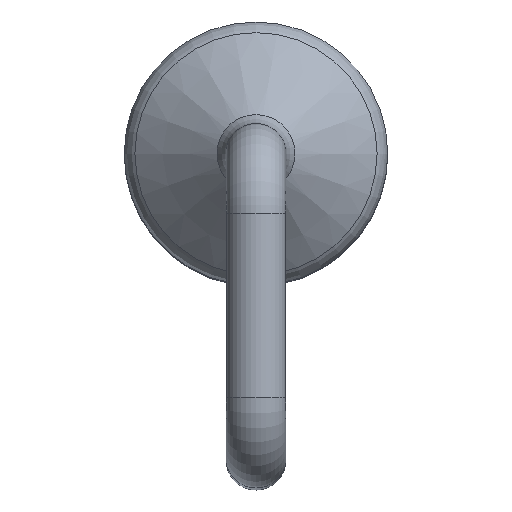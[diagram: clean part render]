
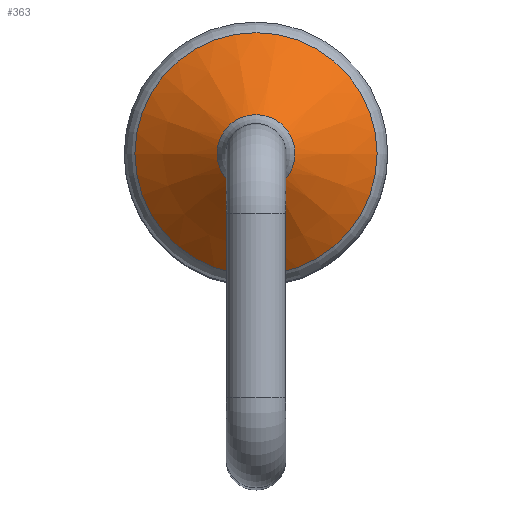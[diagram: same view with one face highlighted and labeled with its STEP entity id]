
A CAD part, top view. The second image highlights one B-rep face of the part: STEP entity #363.
In plain terms, the highlighted conical face has half-angle 50 degrees and reference radius 0.713 mm.
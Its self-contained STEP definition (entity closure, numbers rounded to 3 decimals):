
#17=CONICAL_SURFACE('',#421,0.713,50.);
#73=FACE_BOUND('',#160,.T.);
#104=FACE_OUTER_BOUND('',#159,.T.);
#159=EDGE_LOOP('',(#314));
#160=EDGE_LOOP('',(#315));
#197=CIRCLE('',#420,1.011);
#198=CIRCLE('',#422,0.325);
#228=VERTEX_POINT('',#635);
#229=VERTEX_POINT('',#638);
#259=EDGE_CURVE('',#228,#228,#197,.T.);
#260=EDGE_CURVE('',#229,#229,#198,.T.);
#314=ORIENTED_EDGE('',*,*,#260,.T.);
#315=ORIENTED_EDGE('',*,*,#259,.F.);
#363=ADVANCED_FACE('',(#104,#73),#17,.T.);
#420=AXIS2_PLACEMENT_3D('',#636,#532,#533);
#421=AXIS2_PLACEMENT_3D('',#637,#534,#535);
#422=AXIS2_PLACEMENT_3D('',#639,#536,#537);
#532=DIRECTION('center_axis',(0.,0.,-1.));
#533=DIRECTION('ref_axis',(-1.,0.,0.));
#534=DIRECTION('center_axis',(0.,0.,-1.));
#535=DIRECTION('ref_axis',(-1.,0.,0.));
#536=DIRECTION('center_axis',(0.,0.,-1.));
#537=DIRECTION('ref_axis',(-1.,0.,0.));
#635=CARTESIAN_POINT('',(1.011,0.,2.425));
#636=CARTESIAN_POINT('Origin',(0.,0.,2.425));
#637=CARTESIAN_POINT('Origin',(0.,0.,2.675));
#638=CARTESIAN_POINT('',(0.325,0.,3.));
#639=CARTESIAN_POINT('Origin',(0.,0.,3.));
